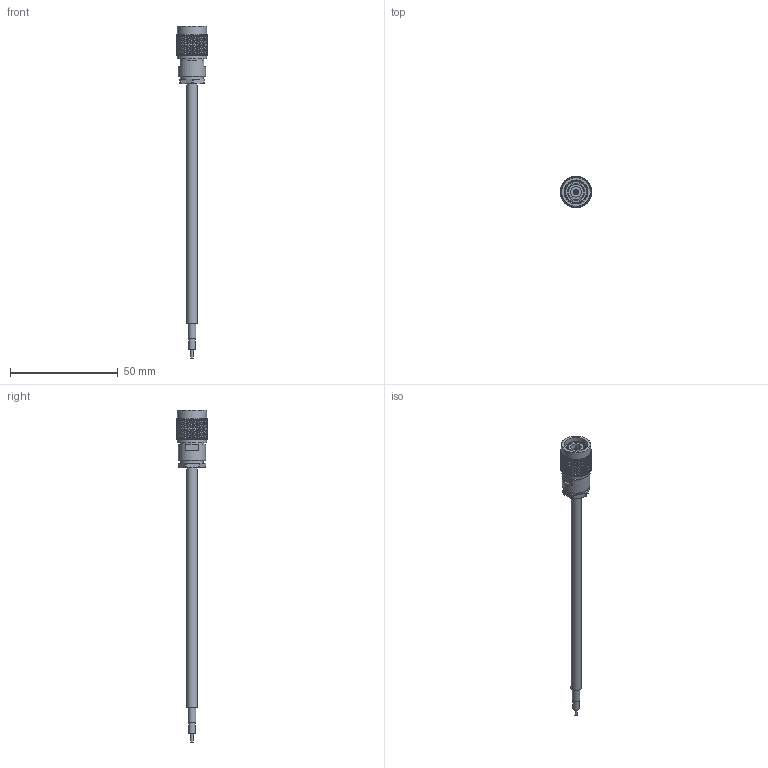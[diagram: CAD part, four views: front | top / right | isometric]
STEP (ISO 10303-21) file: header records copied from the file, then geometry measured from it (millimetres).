
FILE_DESCRIPTION (( 'STEP AP203' ), '1' );
FILE_NAME ('PE3C9371_3D.step', '2022-07-19T23:16:23', ( '' ), ( '' ), 'SwSTEP 2.0', 'SolidWorks 2021', '' );
FILE_SCHEMA (( 'CONFIG_CONTROL_DESIGN' ));
Products named in the file (3): PE4067^PE3C9371; PE3C9371_3D; LMR-195-UF^PE3C9371_LMR-195
Assembly tree (2 placements, depth 2):
  PE3C9371_3D
    LMR-195-UF^PE3C9371_LMR-195
    PE4067^PE3C9371
Bounding box: 14.5 x 14.5 x 153.88 mm (x, y, z)
Volume: 5226.9 mm3; surface area: 4696 mm2
Topology: 2 solids, 2 shells, 2491 faces, 5204 edges, 2729 vertices
Faces by surface type: bspline 1929, cylinder 484, plane 54, cone 19, torus 5
Full cylindrical faces by diameter (mm): 0.94 x1, 1.067 x1, 2.169 x1, 2.794 x1, 3.531 x1, 4.235 x1, 4.953 x2, 7.62 x1, 10.673 x1, 11 x1, 11.112 x9, 12.7 x1, 13.538 x2
Entity records: 112300 total; most frequent: CARTESIAN_POINT 80994, ORIENTED_EDGE 10276, EDGE_CURVE 5138, VERTEX_POINT 2697, EDGE_LOOP 2517, FACE_OUTER_BOUND 2501, ADVANCED_FACE 2481, B_SPLINE_CURVE_WITH_KNOTS 2126
